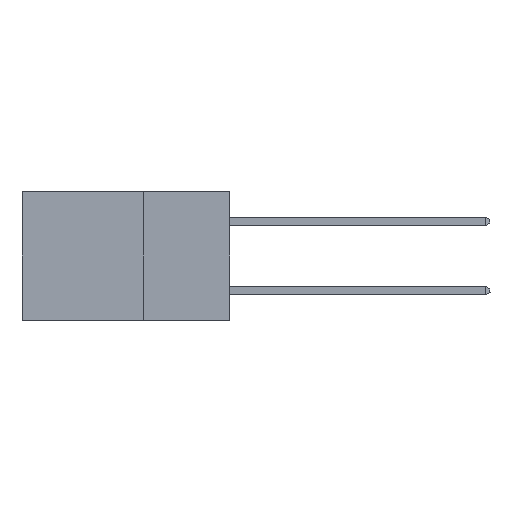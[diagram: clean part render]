
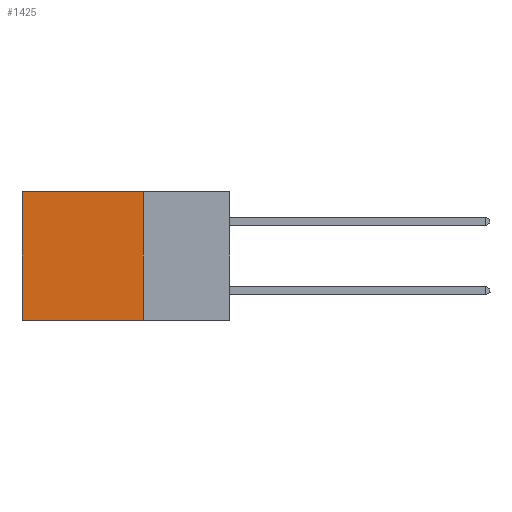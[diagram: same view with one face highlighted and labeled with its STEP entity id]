
A CAD part, left-side view. The second image highlights one B-rep face of the part: STEP entity #1425.
In plain terms, the highlighted planar face has unit normal (-1, 0, 0).
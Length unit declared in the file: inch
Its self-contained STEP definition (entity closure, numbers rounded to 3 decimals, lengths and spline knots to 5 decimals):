
#542 = AXIS2_PLACEMENT_3D ( 'NONE', #13825, #24796, #26817 ) ;
#1425 = ADVANCED_FACE ( 'NONE', ( #17224 ), #26825, .F. ) ;
#2375 = EDGE_CURVE ( 'NONE', #10411, #8488, #9773, .T. ) ;
#2744 = ORIENTED_EDGE ( 'NONE', *, *, #2375, .F. ) ;
#3012 = EDGE_CURVE ( 'NONE', #23574, #29196, #11492, .T. ) ;
#4249 = VECTOR ( 'NONE', #23897, 39.37008 ) ;
#5335 = VECTOR ( 'NONE', #18751, 39.37008 ) ;
#5654 = CARTESIAN_POINT ( 'NONE',  ( 0.298, 0.6, 0. ) ) ;
#5840 = CARTESIAN_POINT ( 'NONE',  ( 0.298, 0.6, 0. ) ) ;
#7020 = ORIENTED_EDGE ( 'NONE', *, *, #3012, .T. ) ;
#8488 = VERTEX_POINT ( 'NONE', #17051 ) ;
#9773 = LINE ( 'NONE', #17967, #4249 ) ;
#10411 = VERTEX_POINT ( 'NONE', #13608 ) ;
#11446 = EDGE_CURVE ( 'NONE', #29196, #8488, #26726, .T. ) ;
#11492 = LINE ( 'NONE', #25010, #5335 ) ;
#11668 = DIRECTION ( 'NONE',  ( 0., 0., -1. ) ) ;
#12441 = EDGE_CURVE ( 'NONE', #23574, #10411, #24997, .T. ) ;
#13608 = CARTESIAN_POINT ( 'NONE',  ( 0.298, 0.25, -0.37 ) ) ;
#13825 = CARTESIAN_POINT ( 'NONE',  ( 0.298, 0.25, 0. ) ) ;
#15031 = ORIENTED_EDGE ( 'NONE', *, *, #11446, .T. ) ;
#16123 = ORIENTED_EDGE ( 'NONE', *, *, #12441, .F. ) ;
#17051 = CARTESIAN_POINT ( 'NONE',  ( 0.298, 0.6, -0.37 ) ) ;
#17224 = FACE_OUTER_BOUND ( 'NONE', #19846, .T. ) ;
#17967 = CARTESIAN_POINT ( 'NONE',  ( 0.298, 0.25, -0.37 ) ) ;
#18485 = VECTOR ( 'NONE', #11668, 39.37008 ) ;
#18751 = DIRECTION ( 'NONE',  ( 0., 1., 0. ) ) ;
#19846 = EDGE_LOOP ( 'NONE', ( #15031, #2744, #16123, #7020 ) ) ;
#20795 = CARTESIAN_POINT ( 'NONE',  ( 0.298, 0.25, 0. ) ) ;
#20887 = VECTOR ( 'NONE', #25879, 39.37008 ) ;
#22757 = CARTESIAN_POINT ( 'NONE',  ( 0.298, 0.25, 0. ) ) ;
#23574 = VERTEX_POINT ( 'NONE', #20795 ) ;
#23897 = DIRECTION ( 'NONE',  ( 0., 1., 0. ) ) ;
#24796 = DIRECTION ( 'NONE',  ( 1., 0., 0. ) ) ;
#24997 = LINE ( 'NONE', #22757, #18485 ) ;
#25010 = CARTESIAN_POINT ( 'NONE',  ( 0.298, 0.25, 0. ) ) ;
#25879 = DIRECTION ( 'NONE',  ( 0., 0., -1. ) ) ;
#26726 = LINE ( 'NONE', #5654, #20887 ) ;
#26817 = DIRECTION ( 'NONE',  ( 0., 0., -1. ) ) ;
#26825 = PLANE ( 'NONE',  #542 ) ;
#29196 = VERTEX_POINT ( 'NONE', #5840 ) ;
